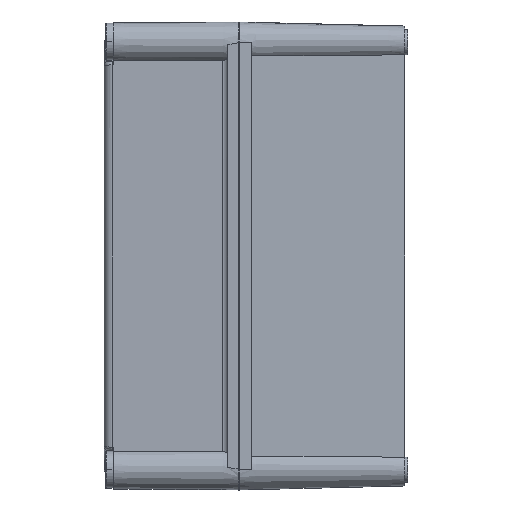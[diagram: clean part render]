
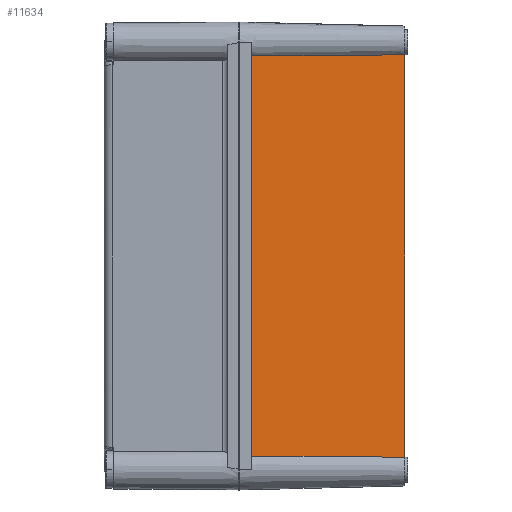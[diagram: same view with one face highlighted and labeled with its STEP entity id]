
A CAD part, left-side view. The second image highlights one B-rep face of the part: STEP entity #11634.
In plain terms, the highlighted planar face has unit normal (-1, -0.028, 0).
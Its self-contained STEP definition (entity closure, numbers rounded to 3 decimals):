
#580 = ORIENTED_EDGE ( 'NONE', *, *, #14895, .F. ) ;
#2874 = CARTESIAN_POINT ( 'NONE',  ( -135.536, 90.8, 118.818 ) ) ;
#4188 = VECTOR ( 'NONE', #25295, 1000. ) ;
#4537 = DIRECTION ( 'NONE',  ( -1., -0.028, 0. ) ) ;
#5572 = CARTESIAN_POINT ( 'NONE',  ( -133., 0., 119.5 ) ) ;
#6955 = CARTESIAN_POINT ( 'NONE',  ( -133., 0., -119.5 ) ) ;
#7212 = DIRECTION ( 'NONE',  ( 0.028, -1., 0. ) ) ;
#7460 = ORIENTED_EDGE ( 'NONE', *, *, #7545, .T. ) ;
#7545 = EDGE_CURVE ( 'NONE', #24167, #22830, #11790, .T. ) ;
#8024 = ORIENTED_EDGE ( 'NONE', *, *, #8073, .F. ) ;
#8073 = EDGE_CURVE ( 'NONE', #23332, #15007, #13287, .T. ) ;
#9209 = ORIENTED_EDGE ( 'NONE', *, *, #17797, .F. ) ;
#9753 = CARTESIAN_POINT ( 'NONE',  ( -135.536, 90.8, -118.818 ) ) ;
#9813 = DIRECTION ( 'NONE',  ( 0., 0., 1. ) ) ;
#9988 = CARTESIAN_POINT ( 'NONE',  ( -133., 0., -128. ) ) ;
#11006 = CARTESIAN_POINT ( 'NONE',  ( -134.655, 59.25, -119.013 ) ) ;
#11205 = CARTESIAN_POINT ( 'NONE',  ( -133., 0., 119.5 ) ) ;
#11388 = CARTESIAN_POINT ( 'NONE',  ( -133.808, 28.922, 119.241 ) ) ;
#11634 = ADVANCED_FACE ( 'NONE', ( #12749 ), #19944, .T. ) ;
#11790 = LINE ( 'NONE', #9988, #20978 ) ;
#12749 = FACE_OUTER_BOUND ( 'NONE', #26747, .T. ) ;
#13287 = LINE ( 'NONE', #18892, #4188 ) ;
#13820 = CARTESIAN_POINT ( 'NONE',  ( -135.536, 90.8, -118.818 ) ) ;
#14614 = CARTESIAN_POINT ( 'NONE',  ( -133., 0., -119.5 ) ) ;
#14895 = EDGE_CURVE ( 'NONE', #15007, #22830, #25337, .T. ) ;
#15007 = VERTEX_POINT ( 'NONE', #24768 ) ;
#16496 =( BOUNDED_CURVE ( )  B_SPLINE_CURVE ( 3, ( #6955, #23730, #11006, #13820 ),
 .UNSPECIFIED., .F., .F. ) 
 B_SPLINE_CURVE_WITH_KNOTS ( ( 4, 4 ),
 ( 4.128, 4.284 ),
 .UNSPECIFIED. ) 
 CURVE ( )  GEOMETRIC_REPRESENTATION_ITEM ( )  RATIONAL_B_SPLINE_CURVE ( ( 1., 0.998, 0.998, 1. ) ) 
 REPRESENTATION_ITEM ( '' )  );
#17797 = EDGE_CURVE ( 'NONE', #24167, #23332, #16496, .T. ) ;
#18892 = CARTESIAN_POINT ( 'NONE',  ( -135.536, 90.8, -128. ) ) ;
#19944 = PLANE ( 'NONE',  #24987 ) ;
#20978 = VECTOR ( 'NONE', #9813, 1000. ) ;
#22830 = VERTEX_POINT ( 'NONE', #5572 ) ;
#23332 = VERTEX_POINT ( 'NONE', #9753 ) ;
#23730 = CARTESIAN_POINT ( 'NONE',  ( -133.808, 28.922, -119.241 ) ) ;
#23819 = CARTESIAN_POINT ( 'NONE',  ( -133., 0., -128. ) ) ;
#24167 = VERTEX_POINT ( 'NONE', #14614 ) ;
#24768 = CARTESIAN_POINT ( 'NONE',  ( -135.536, 90.8, 118.818 ) ) ;
#24987 = AXIS2_PLACEMENT_3D ( 'NONE', #23819, #4537, #7212 ) ;
#25295 = DIRECTION ( 'NONE',  ( 0., 0., 1. ) ) ;
#25337 =( BOUNDED_CURVE ( )  B_SPLINE_CURVE ( 3, ( #2874, #25935, #11388, #11205 ),
 .UNSPECIFIED., .F., .F. ) 
 B_SPLINE_CURVE_WITH_KNOTS ( ( 4, 4 ),
 ( 1.999, 2.155 ),
 .UNSPECIFIED. ) 
 CURVE ( )  GEOMETRIC_REPRESENTATION_ITEM ( )  RATIONAL_B_SPLINE_CURVE ( ( 1., 0.998, 0.998, 1. ) ) 
 REPRESENTATION_ITEM ( '' )  );
#25935 = CARTESIAN_POINT ( 'NONE',  ( -134.655, 59.25, 119.013 ) ) ;
#26747 = EDGE_LOOP ( 'NONE', ( #8024, #9209, #7460, #580 ) ) ;
